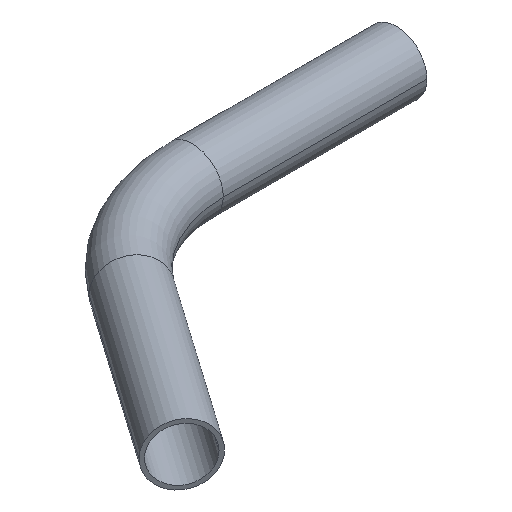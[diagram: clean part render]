
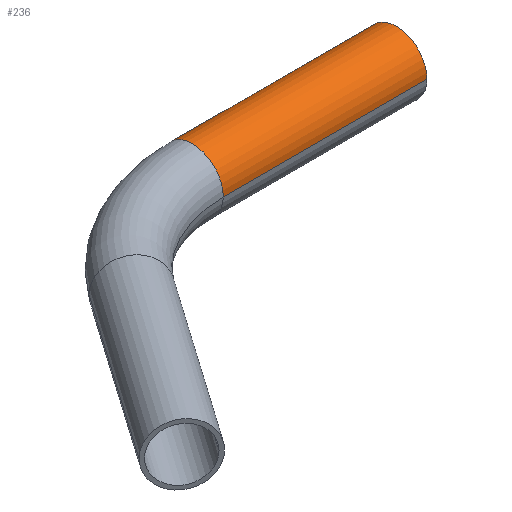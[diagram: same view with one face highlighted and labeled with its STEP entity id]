
A CAD part, isometric view. The second image highlights one B-rep face of the part: STEP entity #236.
In plain terms, the highlighted cylindrical face has radius 30.15 mm (diameter 60.3 mm), a partial arc.
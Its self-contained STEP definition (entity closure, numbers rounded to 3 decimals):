
#8 = DIRECTION ( 'NONE',  ( 1., 0., 0. ) ) ;
#9 = ORIENTED_EDGE ( 'NONE', *, *, #317, .F. ) ;
#11 = DIRECTION ( 'NONE',  ( -1., 0., 0. ) ) ;
#45 = VECTOR ( 'NONE', #11, 1000. ) ;
#55 = VERTEX_POINT ( 'NONE', #372 ) ;
#64 = AXIS2_PLACEMENT_3D ( 'NONE', #223, #8, #145 ) ;
#83 = CARTESIAN_POINT ( 'NONE',  ( 439.226, 258.797, 0. ) ) ;
#99 = CIRCLE ( 'NONE', #64, 30.15 ) ;
#125 = VERTEX_POINT ( 'NONE', #83 ) ;
#145 = DIRECTION ( 'NONE',  ( 0., 1., 0. ) ) ;
#153 = DIRECTION ( 'NONE',  ( -1., 0., 0. ) ) ;
#155 = CARTESIAN_POINT ( 'NONE',  ( 239.226, 258.797, 0. ) ) ;
#182 = ORIENTED_EDGE ( 'NONE', *, *, #415, .F. ) ;
#198 = AXIS2_PLACEMENT_3D ( 'NONE', #247, #387, #430 ) ;
#213 = EDGE_LOOP ( 'NONE', ( #9, #422, #302, #182 ) ) ;
#223 = CARTESIAN_POINT ( 'NONE',  ( 239.226, 228.647, 0. ) ) ;
#236 = ADVANCED_FACE ( 'NONE', ( #316 ), #421, .T. ) ;
#242 = CIRCLE ( 'NONE', #198, 30.15 ) ;
#247 = CARTESIAN_POINT ( 'NONE',  ( 439.226, 228.647, 0. ) ) ;
#264 = LINE ( 'NONE', #331, #398 ) ;
#283 = DIRECTION ( 'NONE',  ( 0., -1., 0. ) ) ;
#288 = CARTESIAN_POINT ( 'NONE',  ( 439.226, 258.797, 0. ) ) ;
#294 = EDGE_CURVE ( 'NONE', #125, #445, #352, .T. ) ;
#302 = ORIENTED_EDGE ( 'NONE', *, *, #342, .T. ) ;
#316 = FACE_OUTER_BOUND ( 'NONE', #213, .T. ) ;
#317 = EDGE_CURVE ( 'NONE', #125, #55, #242, .T. ) ;
#331 = CARTESIAN_POINT ( 'NONE',  ( 439.226, 198.497, 0. ) ) ;
#342 = EDGE_CURVE ( 'NONE', #445, #426, #99, .T. ) ;
#351 = DIRECTION ( 'NONE',  ( -1., 0., 0. ) ) ;
#352 = LINE ( 'NONE', #288, #45 ) ;
#372 = CARTESIAN_POINT ( 'NONE',  ( 439.226, 198.497, 0. ) ) ;
#383 = CARTESIAN_POINT ( 'NONE',  ( 439.226, 228.647, 0. ) ) ;
#387 = DIRECTION ( 'NONE',  ( 1., 0., 0. ) ) ;
#396 = AXIS2_PLACEMENT_3D ( 'NONE', #383, #351, #283 ) ;
#398 = VECTOR ( 'NONE', #153, 1000. ) ;
#403 = CARTESIAN_POINT ( 'NONE',  ( 239.226, 198.497, 0. ) ) ;
#415 = EDGE_CURVE ( 'NONE', #55, #426, #264, .T. ) ;
#421 = CYLINDRICAL_SURFACE ( 'NONE', #396, 30.15 ) ;
#422 = ORIENTED_EDGE ( 'NONE', *, *, #294, .T. ) ;
#426 = VERTEX_POINT ( 'NONE', #403 ) ;
#430 = DIRECTION ( 'NONE',  ( 0., 1., 0. ) ) ;
#445 = VERTEX_POINT ( 'NONE', #155 ) ;
